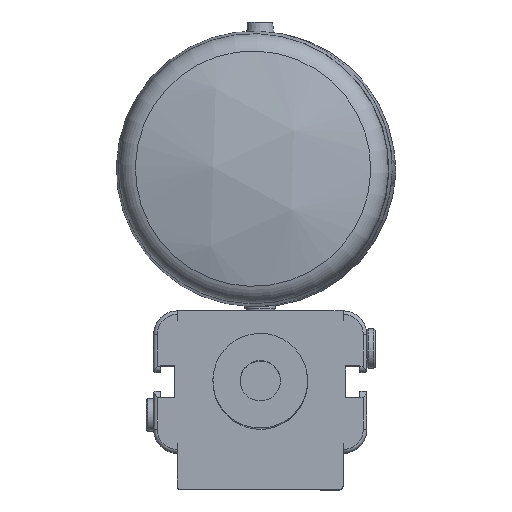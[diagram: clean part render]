
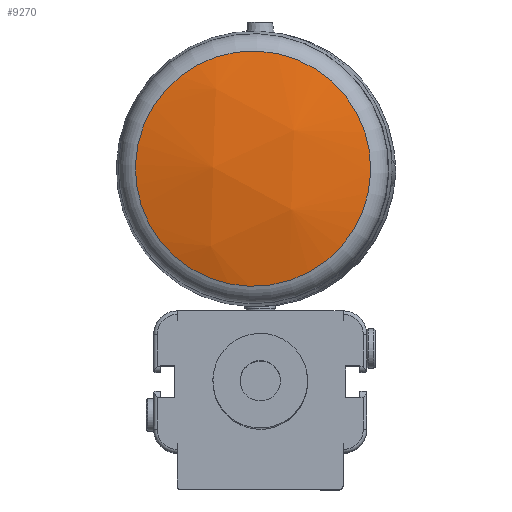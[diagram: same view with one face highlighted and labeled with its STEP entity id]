
A CAD part, top view. The second image highlights one B-rep face of the part: STEP entity #9270.
In plain terms, the highlighted spherical face has radius 173.372 mm.
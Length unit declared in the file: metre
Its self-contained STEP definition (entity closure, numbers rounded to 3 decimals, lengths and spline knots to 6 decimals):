
#404=SPHERICAL_SURFACE('',#9836,0.173372);
#679=FACE_OUTER_BOUND('',#1205,.T.);
#1205=EDGE_LOOP('',(#6244,#6245));
#3091=CIRCLE('',#9837,0.04968);
#3092=CIRCLE('',#9838,0.04968);
#3836=VERTEX_POINT('',#14372);
#3837=VERTEX_POINT('',#14373);
#4805=EDGE_CURVE('',#3836,#3837,#3091,.T.);
#4806=EDGE_CURVE('',#3837,#3836,#3092,.T.);
#6244=ORIENTED_EDGE('',*,*,#4805,.F.);
#6245=ORIENTED_EDGE('',*,*,#4806,.F.);
#9270=ADVANCED_FACE('',(#679),#404,.T.);
#9836=AXIS2_PLACEMENT_3D('',#14371,#11147,#11148);
#9837=AXIS2_PLACEMENT_3D('',#14374,#11149,#11150);
#9838=AXIS2_PLACEMENT_3D('',#14375,#11151,#11152);
#11147=DIRECTION('center_axis',(0.999,-0.032,0.014));
#11148=DIRECTION('ref_axis',(-0.014,-0.002,1.));
#11149=DIRECTION('center_axis',(0.014,0.,
-1.));
#11150=DIRECTION('ref_axis',(0.032,0.999,0.));
#11151=DIRECTION('center_axis',(0.014,0.,
-1.));
#11152=DIRECTION('ref_axis',(0.032,0.999,0.));
#14371=CARTESIAN_POINT('Origin',(-0.000743,0.0898,
0.004372));
#14372=CARTESIAN_POINT('',(-0.001447,0.139454,0.170481));
#14373=CARTESIAN_POINT('',(0.046604,0.088202,0.171147));
#14374=CARTESIAN_POINT('Origin',(-0.003045,0.0898,
0.170459));
#14375=CARTESIAN_POINT('Origin',(-0.003045,0.0898,
0.170459));
